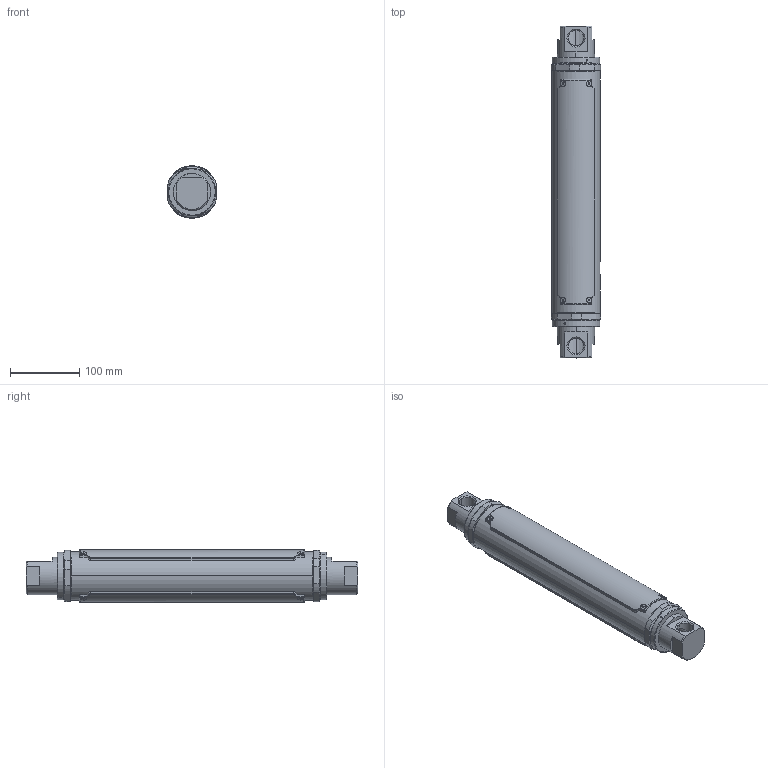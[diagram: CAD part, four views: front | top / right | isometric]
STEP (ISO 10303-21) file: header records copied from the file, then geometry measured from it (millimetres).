
FILE_DESCRIPTION (( 'STEP AP203' ), '1' );
FILE_NAME ('1610-MC-3-AA-0-0.STEP', '2019-07-26T19:21:54', ( '' ), ( '' ), 'SwSTEP 2.0', 'SolidWorks 2019', '' );
FILE_SCHEMA (( 'CONFIG_CONTROL_DESIGN' ));
Length unit declared in the file: inch
Products named in the file (1): 1610-MC-3-AA-0-0
Bounding box: 71.23 x 479.2 x 75.49 mm (x, y, z)
Surface area: 224382.6 mm2 (no closed solid volume)
Topology: 0 solids, 24 shells, 314 faces, 1300 edges, 1005 vertices
Faces by surface type: plane 100, cylinder 90, bspline 88, cone 22, torus 14
Entity records: 23428 total; most frequent: CARTESIAN_POINT 13951, ORIENTED_EDGE 1979, DIRECTION 1531, EDGE_CURVE 1300, VERTEX_POINT 1005, AXIS2_PLACEMENT_3D 549, B_SPLINE_CURVE_WITH_KNOTS 459, VECTOR 433
